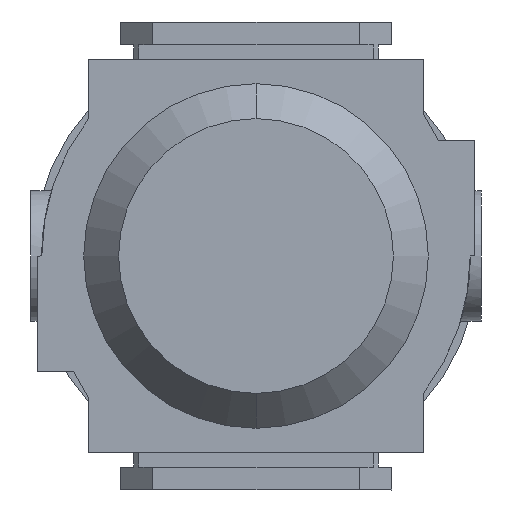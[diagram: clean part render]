
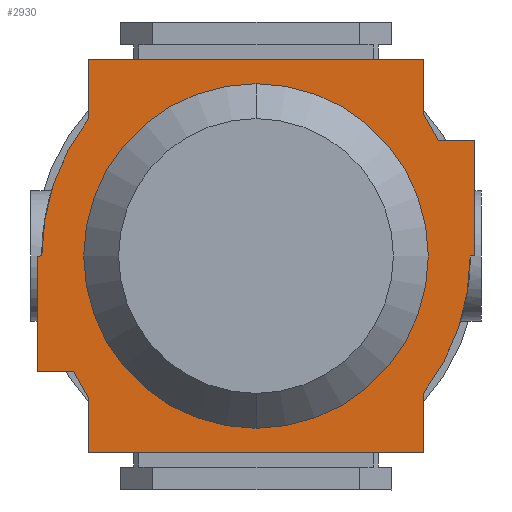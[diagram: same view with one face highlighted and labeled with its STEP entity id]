
A CAD part, front view. The second image highlights one B-rep face of the part: STEP entity #2930.
In plain terms, the highlighted face is planar.
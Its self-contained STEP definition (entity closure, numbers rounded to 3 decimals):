
#3 = EDGE_CURVE ( 'NONE', #2496, #2848, #1859, .T. ) ;
#28 = FACE_BOUND ( 'NONE', #2970, .T. ) ;
#39 = LINE ( 'NONE', #1292, #2518 ) ;
#75 = CARTESIAN_POINT ( 'NONE',  ( 15.2, 34.95, 19.2 ) ) ;
#122 = VECTOR ( 'NONE', #1747, 1000. ) ;
#131 = LINE ( 'NONE', #1416, #2122 ) ;
#253 = ORIENTED_EDGE ( 'NONE', *, *, #3635, .F. ) ;
#302 = VECTOR ( 'NONE', #972, 1000. ) ;
#303 = LINE ( 'NONE', #3181, #1242 ) ;
#329 = FACE_OUTER_BOUND ( 'NONE', #2983, .T. ) ;
#363 = EDGE_CURVE ( 'NONE', #405, #3043, #997, .T. ) ;
#387 = DIRECTION ( 'NONE',  ( 0., 0., -1. ) ) ;
#405 = VERTEX_POINT ( 'NONE', #1372 ) ;
#421 = CARTESIAN_POINT ( 'NONE',  ( -12.4, 34.95, -22.3 ) ) ;
#456 = EDGE_CURVE ( 'NONE', #627, #1210, #3312, .T. ) ;
#494 = CARTESIAN_POINT ( 'NONE',  ( 12.4, 34.95, 20.8 ) ) ;
#534 = VECTOR ( 'NONE', #1499, 1000. ) ;
#556 = LINE ( 'NONE', #1636, #2654 ) ;
#574 = ORIENTED_EDGE ( 'NONE', *, *, #3, .T. ) ;
#627 = VERTEX_POINT ( 'NONE', #3126 ) ;
#653 = LINE ( 'NONE', #2233, #3621 ) ;
#714 = EDGE_CURVE ( 'NONE', #2071, #3235, #653, .T. ) ;
#731 = ORIENTED_EDGE ( 'NONE', *, *, #3910, .F. ) ;
#751 = DIRECTION ( 'NONE',  ( -0.609, 0., 0.793 ) ) ;
#813 = LINE ( 'NONE', #2092, #3990 ) ;
#841 = CARTESIAN_POINT ( 'NONE',  ( 0., 34.95, 1.2 ) ) ;
#846 = LINE ( 'NONE', #3809, #534 ) ;
#940 = EDGE_CURVE ( 'NONE', #2063, #627, #303, .T. ) ;
#949 = VERTEX_POINT ( 'NONE', #1897 ) ;
#959 = CARTESIAN_POINT ( 'NONE',  ( -21.125, 34.95, -16.8 ) ) ;
#972 = DIRECTION ( 'NONE',  ( -1., 0., 0. ) ) ;
#997 = LINE ( 'NONE', #3900, #3133 ) ;
#1025 = CARTESIAN_POINT ( 'NONE',  ( 0., 34.95, 1.2 ) ) ;
#1070 = EDGE_CURVE ( 'NONE', #1210, #3574, #2916, .T. ) ;
#1098 = EDGE_CURVE ( 'NONE', #3071, #3822, #3333, .T. ) ;
#1099 = VERTEX_POINT ( 'NONE', #421 ) ;
#1167 = CARTESIAN_POINT ( 'NONE',  ( -21.125, 34.95, -16.8 ) ) ;
#1189 = DIRECTION ( 'NONE',  ( 1., 0., 0. ) ) ;
#1196 = CARTESIAN_POINT ( 'NONE',  ( -18.5, 34.95, 1.2 ) ) ;
#1197 = AXIS2_PLACEMENT_3D ( 'NONE', #841, #2481, #2501 ) ;
#1210 = VERTEX_POINT ( 'NONE', #494 ) ;
#1242 = VECTOR ( 'NONE', #1947, 1000. ) ;
#1258 = CARTESIAN_POINT ( 'NONE',  ( 0., 34.95, -21.8 ) ) ;
#1292 = CARTESIAN_POINT ( 'NONE',  ( -12.4, 34.95, -22.3 ) ) ;
#1372 = CARTESIAN_POINT ( 'NONE',  ( 14.731, 34.95, -16.8 ) ) ;
#1381 = ORIENTED_EDGE ( 'NONE', *, *, #1799, .F. ) ;
#1383 = CARTESIAN_POINT ( 'NONE',  ( -15.2, 34.95, -16.8 ) ) ;
#1388 = DIRECTION ( 'NONE',  ( 0., -1., 0. ) ) ;
#1416 = CARTESIAN_POINT ( 'NONE',  ( 0., 34.95, 24.7 ) ) ;
#1432 = VERTEX_POINT ( 'NONE', #959 ) ;
#1438 = DIRECTION ( 'NONE',  ( 0., -1., 0. ) ) ;
#1451 = VERTEX_POINT ( 'NONE', #1258 ) ;
#1499 = DIRECTION ( 'NONE',  ( 0., 0., 1. ) ) ;
#1590 = AXIS2_PLACEMENT_3D ( 'NONE', #3581, #1388, #751 ) ;
#1629 = EDGE_CURVE ( 'NONE', #1910, #2071, #2272, .T. ) ;
#1636 = CARTESIAN_POINT ( 'NONE',  ( 21.125, 34.95, -16.8 ) ) ;
#1673 = VECTOR ( 'NONE', #1189, 1000. ) ;
#1737 = CARTESIAN_POINT ( 'NONE',  ( 0., 34.95, 1.2 ) ) ;
#1747 = DIRECTION ( 'NONE',  ( -0.868, 0., 0.496 ) ) ;
#1799 = EDGE_CURVE ( 'NONE', #1432, #3071, #2396, .T. ) ;
#1848 = AXIS2_PLACEMENT_3D ( 'NONE', #1025, #3851, #2937 ) ;
#1853 = VECTOR ( 'NONE', #2661, 1000. ) ;
#1859 = CIRCLE ( 'NONE', #1933, 18.5 ) ;
#1862 = ORIENTED_EDGE ( 'NONE', *, *, #2080, .F. ) ;
#1897 = CARTESIAN_POINT ( 'NONE',  ( 0., 34.95, -22.3 ) ) ;
#1910 = VERTEX_POINT ( 'NONE', #3192 ) ;
#1925 = DIRECTION ( 'NONE',  ( 1., 0., 0. ) ) ;
#1933 = AXIS2_PLACEMENT_3D ( 'NONE', #1737, #3982, #2389 ) ;
#1947 = DIRECTION ( 'NONE',  ( -1., 0., 0. ) ) ;
#1956 = LINE ( 'NONE', #2969, #2132 ) ;
#2063 = VERTEX_POINT ( 'NONE', #2373 ) ;
#2071 = VERTEX_POINT ( 'NONE', #2694 ) ;
#2080 = EDGE_CURVE ( 'NONE', #3822, #1099, #1956, .T. ) ;
#2092 = CARTESIAN_POINT ( 'NONE',  ( -21.125, 34.95, 19.2 ) ) ;
#2105 = CARTESIAN_POINT ( 'NONE',  ( 0., 34.95, 2.4 ) ) ;
#2122 = VECTOR ( 'NONE', #3031, 1000. ) ;
#2132 = VECTOR ( 'NONE', #387, 1000. ) ;
#2233 = CARTESIAN_POINT ( 'NONE',  ( -14.731, 34.95, 19.2 ) ) ;
#2262 = DIRECTION ( 'NONE',  ( 0., 0., 1. ) ) ;
#2272 = CIRCLE ( 'NONE', #1590, 24.2 ) ;
#2285 = DIRECTION ( 'NONE',  ( 1., 0., 0. ) ) ;
#2312 = CARTESIAN_POINT ( 'NONE',  ( 12.4, 34.95, 20.8 ) ) ;
#2324 = ORIENTED_EDGE ( 'NONE', *, *, #940, .F. ) ;
#2373 = CARTESIAN_POINT ( 'NONE',  ( 21.125, 34.95, 19.2 ) ) ;
#2389 = DIRECTION ( 'NONE',  ( -1., 0., 0. ) ) ;
#2396 = LINE ( 'NONE', #1167, #1673 ) ;
#2413 = EDGE_CURVE ( 'NONE', #949, #1451, #846, .T. ) ;
#2481 = DIRECTION ( 'NONE',  ( 0., -1., 0. ) ) ;
#2496 = VERTEX_POINT ( 'NONE', #3096 ) ;
#2501 = DIRECTION ( 'NONE',  ( -1., 0., 0. ) ) ;
#2518 = VECTOR ( 'NONE', #1925, 1000. ) ;
#2553 = CIRCLE ( 'NONE', #1197, 18.5 ) ;
#2565 = DIRECTION ( 'NONE',  ( -1., 0., 0. ) ) ;
#2570 = LINE ( 'NONE', #3850, #302 ) ;
#2650 = CARTESIAN_POINT ( 'NONE',  ( 21.125, 34.95, -16.8 ) ) ;
#2653 = ORIENTED_EDGE ( 'NONE', *, *, #714, .F. ) ;
#2654 = VECTOR ( 'NONE', #4061, 1000. ) ;
#2661 = DIRECTION ( 'NONE',  ( 0.868, 0., -0.496 ) ) ;
#2694 = CARTESIAN_POINT ( 'NONE',  ( -14.731, 34.95, 19.2 ) ) ;
#2713 = ORIENTED_EDGE ( 'NONE', *, *, #3988, .F. ) ;
#2751 = EDGE_CURVE ( 'NONE', #2848, #2496, #2553, .T. ) ;
#2848 = VERTEX_POINT ( 'NONE', #1196 ) ;
#2857 = ORIENTED_EDGE ( 'NONE', *, *, #2413, .F. ) ;
#2889 = CARTESIAN_POINT ( 'NONE',  ( 0., 34.95, 24.7 ) ) ;
#2916 = LINE ( 'NONE', #2312, #3674 ) ;
#2930 = ADVANCED_FACE ( 'NONE', ( #28, #329 ), #3228, .T. ) ;
#2937 = DIRECTION ( 'NONE',  ( 0., 0., 1. ) ) ;
#2965 = ORIENTED_EDGE ( 'NONE', *, *, #1098, .F. ) ;
#2969 = CARTESIAN_POINT ( 'NONE',  ( -12.4, 34.95, -18.4 ) ) ;
#2970 = EDGE_LOOP ( 'NONE', ( #3645, #574 ) ) ;
#2983 = EDGE_LOOP ( 'NONE', ( #3467, #3825, #3350, #3084, #3358, #2324, #253, #3996, #2713, #2857, #3216, #1862, #2965, #1381, #731, #2653 ) ) ;
#3031 = DIRECTION ( 'NONE',  ( 0., 0., -1. ) ) ;
#3043 = VERTEX_POINT ( 'NONE', #2650 ) ;
#3071 = VERTEX_POINT ( 'NONE', #1383 ) ;
#3076 = EDGE_CURVE ( 'NONE', #1099, #949, #39, .T. ) ;
#3084 = ORIENTED_EDGE ( 'NONE', *, *, #1070, .F. ) ;
#3096 = CARTESIAN_POINT ( 'NONE',  ( 18.5, 34.95, 1.2 ) ) ;
#3126 = CARTESIAN_POINT ( 'NONE',  ( 15.2, 34.95, 19.2 ) ) ;
#3133 = VECTOR ( 'NONE', #2285, 1000. ) ;
#3181 = CARTESIAN_POINT ( 'NONE',  ( 21.125, 34.95, 19.2 ) ) ;
#3192 = CARTESIAN_POINT ( 'NONE',  ( 0., 34.95, 24.2 ) ) ;
#3216 = ORIENTED_EDGE ( 'NONE', *, *, #3076, .F. ) ;
#3228 = PLANE ( 'NONE',  #1848 ) ;
#3235 = VERTEX_POINT ( 'NONE', #3957 ) ;
#3312 = LINE ( 'NONE', #75, #122 ) ;
#3330 = CIRCLE ( 'NONE', #3448, 24.2 ) ;
#3333 = LINE ( 'NONE', #3663, #1853 ) ;
#3350 = ORIENTED_EDGE ( 'NONE', *, *, #4153, .F. ) ;
#3358 = ORIENTED_EDGE ( 'NONE', *, *, #456, .F. ) ;
#3363 = EDGE_CURVE ( 'NONE', #4129, #1910, #131, .T. ) ;
#3448 = AXIS2_PLACEMENT_3D ( 'NONE', #2105, #1438, #4000 ) ;
#3467 = ORIENTED_EDGE ( 'NONE', *, *, #1629, .F. ) ;
#3574 = VERTEX_POINT ( 'NONE', #3868 ) ;
#3581 = CARTESIAN_POINT ( 'NONE',  ( 0., 34.95, 0. ) ) ;
#3610 = CARTESIAN_POINT ( 'NONE',  ( -12.4, 34.95, -18.4 ) ) ;
#3621 = VECTOR ( 'NONE', #2565, 1000. ) ;
#3635 = EDGE_CURVE ( 'NONE', #3043, #2063, #556, .T. ) ;
#3645 = ORIENTED_EDGE ( 'NONE', *, *, #2751, .T. ) ;
#3663 = CARTESIAN_POINT ( 'NONE',  ( -15.2, 34.95, -16.8 ) ) ;
#3674 = VECTOR ( 'NONE', #2262, 1000. ) ;
#3720 = DIRECTION ( 'NONE',  ( 0., 0., -1. ) ) ;
#3809 = CARTESIAN_POINT ( 'NONE',  ( 0., 34.95, -22.3 ) ) ;
#3822 = VERTEX_POINT ( 'NONE', #3610 ) ;
#3825 = ORIENTED_EDGE ( 'NONE', *, *, #3363, .F. ) ;
#3850 = CARTESIAN_POINT ( 'NONE',  ( 12.4, 34.95, 24.7 ) ) ;
#3851 = DIRECTION ( 'NONE',  ( 0., 1., 0. ) ) ;
#3868 = CARTESIAN_POINT ( 'NONE',  ( 12.4, 34.95, 24.7 ) ) ;
#3900 = CARTESIAN_POINT ( 'NONE',  ( 14.731, 34.95, -16.8 ) ) ;
#3910 = EDGE_CURVE ( 'NONE', #3235, #1432, #813, .T. ) ;
#3957 = CARTESIAN_POINT ( 'NONE',  ( -21.125, 34.95, 19.2 ) ) ;
#3982 = DIRECTION ( 'NONE',  ( 0., -1., 0. ) ) ;
#3988 = EDGE_CURVE ( 'NONE', #1451, #405, #3330, .T. ) ;
#3990 = VECTOR ( 'NONE', #3720, 1000. ) ;
#3996 = ORIENTED_EDGE ( 'NONE', *, *, #363, .F. ) ;
#4000 = DIRECTION ( 'NONE',  ( 0.609, 0., -0.793 ) ) ;
#4061 = DIRECTION ( 'NONE',  ( 0., 0., 1. ) ) ;
#4129 = VERTEX_POINT ( 'NONE', #2889 ) ;
#4153 = EDGE_CURVE ( 'NONE', #3574, #4129, #2570, .T. ) ;
